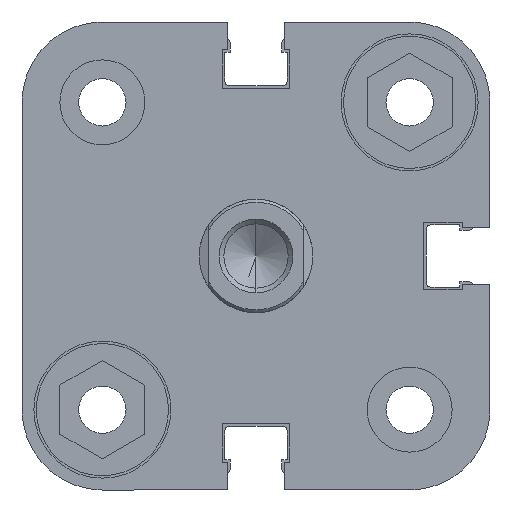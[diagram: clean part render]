
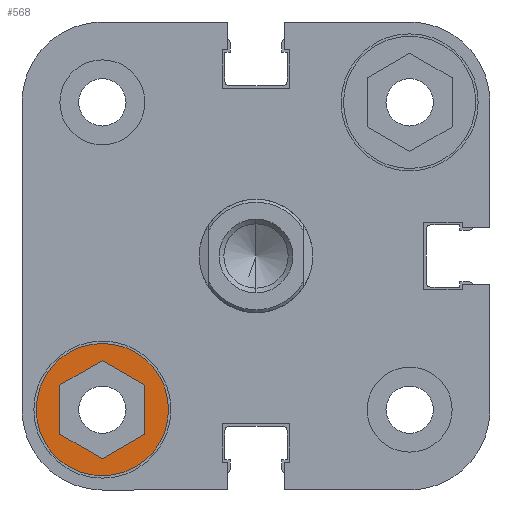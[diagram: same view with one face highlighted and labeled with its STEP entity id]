
A CAD part, left-side view. The second image highlights one B-rep face of the part: STEP entity #568.
In plain terms, the highlighted planar face has unit normal (-1, 0, 0).
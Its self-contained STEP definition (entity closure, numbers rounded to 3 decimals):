
#108 = FACE_OUTER_BOUND ( 'NONE', #8006, .T. ) ;
#112 = FACE_BOUND ( 'NONE', #7099, .T. ) ;
#568 = ADVANCED_FACE ( 'NONE', ( #112, #108 ), #7053, .F. ) ;
#760 = CARTESIAN_POINT ( 'NONE',  ( -24.75, 16.25, -16.25 ) ) ;
#768 = DIRECTION ( 'NONE',  ( 1., 0., 0. ) ) ;
#769 = DIRECTION ( 'NONE',  ( 0., 0., -1. ) ) ;
#774 = CARTESIAN_POINT ( 'NONE',  ( -24.75, 11.75, -13.652 ) ) ;
#783 = DIRECTION ( 'NONE',  ( 0., -0.866, -0.5 ) ) ;
#786 = CARTESIAN_POINT ( 'NONE',  ( -24.75, 16.25, -11.054 ) ) ;
#788 = CARTESIAN_POINT ( 'NONE',  ( -24.75, 20.75, -13.652 ) ) ;
#789 = DIRECTION ( 'NONE',  ( 0., -0.866, 0.5 ) ) ;
#792 = CARTESIAN_POINT ( 'NONE',  ( -24.75, 20.75, -18.848 ) ) ;
#793 = DIRECTION ( 'NONE',  ( 0., 0., 1. ) ) ;
#794 = CARTESIAN_POINT ( 'NONE',  ( -24.75, 11.75, -18.848 ) ) ;
#798 = DIRECTION ( 'NONE',  ( 0., 0.866, 0.5 ) ) ;
#801 = CARTESIAN_POINT ( 'NONE',  ( -24.75, 16.25, -21.446 ) ) ;
#802 = DIRECTION ( 'NONE',  ( 0., 0.866, -0.5 ) ) ;
#807 = DIRECTION ( 'NONE',  ( 0., 0., -1. ) ) ;
#1403 = CARTESIAN_POINT ( 'NONE',  ( -24.75, 16.25, -21.446 ) ) ;
#1421 = CARTESIAN_POINT ( 'NONE',  ( -24.75, 16.25, -11.054 ) ) ;
#1474 = CARTESIAN_POINT ( 'NONE',  ( -24.75, 16.25, -23.25 ) ) ;
#1526 = CARTESIAN_POINT ( 'NONE',  ( -24.75, 16.25, -9.25 ) ) ;
#1568 = CARTESIAN_POINT ( 'NONE',  ( -24.75, 20.75, -18.848 ) ) ;
#1666 = CARTESIAN_POINT ( 'NONE',  ( -24.75, 20.75, -13.652 ) ) ;
#1680 = CARTESIAN_POINT ( 'NONE',  ( -24.75, 11.75, -18.848 ) ) ;
#1699 = CARTESIAN_POINT ( 'NONE',  ( -24.75, 11.75, -13.652 ) ) ;
#2427 = EDGE_CURVE ( 'NONE', #7334, #7421, #5270, .T. ) ;
#2526 = EDGE_CURVE ( 'NONE', #7421, #7334, #5418, .T. ) ;
#2532 = EDGE_CURVE ( 'NONE', #7237, #7749, #5424, .T. ) ;
#2535 = EDGE_CURVE ( 'NONE', #7700, #7237, #5427, .T. ) ;
#2537 = EDGE_CURVE ( 'NONE', #7511, #7700, #5429, .T. ) ;
#2539 = EDGE_CURVE ( 'NONE', #7204, #7511, #5431, .T. ) ;
#2541 = EDGE_CURVE ( 'NONE', #7720, #7204, #5437, .T. ) ;
#2543 = EDGE_CURVE ( 'NONE', #7749, #7720, #5443, .T. ) ;
#2714 = AXIS2_PLACEMENT_3D ( 'NONE', #6993, #7032, #6924 ) ;
#3004 = AXIS2_PLACEMENT_3D ( 'NONE', #6551, #6592, #6593 ) ;
#3030 = AXIS2_PLACEMENT_3D ( 'NONE', #760, #768, #769 ) ;
#3325 = ORIENTED_EDGE ( 'NONE', *, *, #2526, .F. ) ;
#3326 = ORIENTED_EDGE ( 'NONE', *, *, #2427, .F. ) ;
#3327 = ORIENTED_EDGE ( 'NONE', *, *, #2535, .T. ) ;
#3328 = ORIENTED_EDGE ( 'NONE', *, *, #2537, .T. ) ;
#3329 = ORIENTED_EDGE ( 'NONE', *, *, #2539, .T. ) ;
#3330 = ORIENTED_EDGE ( 'NONE', *, *, #2541, .T. ) ;
#3331 = ORIENTED_EDGE ( 'NONE', *, *, #2543, .T. ) ;
#3332 = ORIENTED_EDGE ( 'NONE', *, *, #2532, .T. ) ;
#5270 = CIRCLE ( 'NONE', #3004, 7. ) ;
#5418 = CIRCLE ( 'NONE', #3030, 7. ) ;
#5424 = LINE ( 'NONE', #774, #5426 ) ;
#5426 = VECTOR ( 'NONE', #783, 1000. ) ;
#5427 = LINE ( 'NONE', #786, #5432 ) ;
#5429 = LINE ( 'NONE', #788, #5436 ) ;
#5431 = LINE ( 'NONE', #792, #5440 ) ;
#5432 = VECTOR ( 'NONE', #789, 1000. ) ;
#5433 = VECTOR ( 'NONE', #802, 1000. ) ;
#5436 = VECTOR ( 'NONE', #793, 1000. ) ;
#5437 = LINE ( 'NONE', #801, #5433 ) ;
#5440 = VECTOR ( 'NONE', #798, 1000. ) ;
#5443 = LINE ( 'NONE', #794, #5447 ) ;
#5447 = VECTOR ( 'NONE', #807, 1000. ) ;
#6551 = CARTESIAN_POINT ( 'NONE',  ( -24.75, 16.25, -16.25 ) ) ;
#6592 = DIRECTION ( 'NONE',  ( 1., 0., 0. ) ) ;
#6593 = DIRECTION ( 'NONE',  ( 0., 0., -1. ) ) ;
#6924 = DIRECTION ( 'NONE',  ( 0., 0., -1. ) ) ;
#6993 = CARTESIAN_POINT ( 'NONE',  ( -24.75, 6., 0. ) ) ;
#7032 = DIRECTION ( 'NONE',  ( 1., 0., 0. ) ) ;
#7053 = PLANE ( 'NONE',  #2714 ) ;
#7099 = EDGE_LOOP ( 'NONE', ( #3332, #3331, #3330, #3329, #3328, #3327 ) ) ;
#7204 = VERTEX_POINT ( 'NONE', #1403 ) ;
#7237 = VERTEX_POINT ( 'NONE', #1421 ) ;
#7334 = VERTEX_POINT ( 'NONE', #1474 ) ;
#7421 = VERTEX_POINT ( 'NONE', #1526 ) ;
#7511 = VERTEX_POINT ( 'NONE', #1568 ) ;
#7700 = VERTEX_POINT ( 'NONE', #1666 ) ;
#7720 = VERTEX_POINT ( 'NONE', #1680 ) ;
#7749 = VERTEX_POINT ( 'NONE', #1699 ) ;
#8006 = EDGE_LOOP ( 'NONE', ( #3326, #3325 ) ) ;
